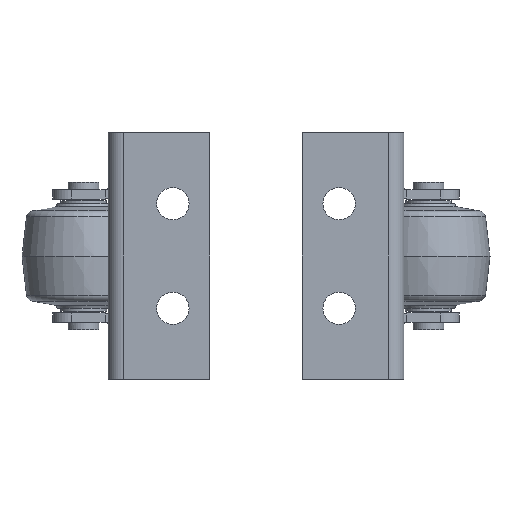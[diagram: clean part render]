
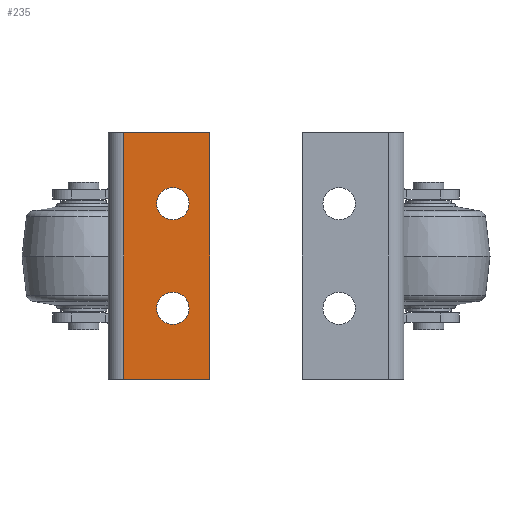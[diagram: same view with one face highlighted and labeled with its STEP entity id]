
A CAD part, front view. The second image highlights one B-rep face of the part: STEP entity #235.
In plain terms, the highlighted planar face has unit normal (0, -1, 0).
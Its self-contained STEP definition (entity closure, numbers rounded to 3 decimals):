
#235=ADVANCED_FACE('',(#1751,#1753,#1755),#1757,.F.);
#1751=FACE_BOUND('',#1752,.T.);
#1752=EDGE_LOOP('',(#4201,#4202,#4203,#4204));
#1753=FACE_BOUND('',#1754,.T.);
#1754=EDGE_LOOP('',(#4205));
#1755=FACE_BOUND('',#1756,.T.);
#1756=EDGE_LOOP('',(#4206));
#1757=PLANE('',#1758);
#1758=AXIS2_PLACEMENT_3D('',#1759,#1760,#1761);
#1759=CARTESIAN_POINT('',(0.,0.,0.));
#1760=DIRECTION('',(-0.,1.,0.));
#1761=DIRECTION('',(1.,0.,0.));
#4201=ORIENTED_EDGE('',*,*,#5712,.T.);
#4202=ORIENTED_EDGE('',*,*,#5940,.F.);
#4203=ORIENTED_EDGE('',*,*,#5941,.F.);
#4204=ORIENTED_EDGE('',*,*,#5942,.F.);
#4205=ORIENTED_EDGE('',*,*,#5943,.T.);
#4206=ORIENTED_EDGE('',*,*,#5944,.T.);
#5712=EDGE_CURVE('',#6935,#6933,#6936,.T.);
#5940=EDGE_CURVE('',#7274,#6933,#7275,.T.);
#5941=EDGE_CURVE('',#7276,#7274,#7277,.T.);
#5942=EDGE_CURVE('',#6935,#7276,#7278,.T.);
#5943=EDGE_CURVE('',#7279,#7279,#7280,.T.);
#5944=EDGE_CURVE('',#7281,#7281,#7282,.T.);
#6933=VERTEX_POINT('',#9195);
#6935=VERTEX_POINT('',#9200);
#6936=LINE('',#9201,#9202);
#7274=VERTEX_POINT('',#10052);
#7275=LINE('',#10053,#10054);
#7276=VERTEX_POINT('',#10056);
#7277=LINE('',#10057,#10058);
#7278=LINE('',#10060,#10061);
#7279=VERTEX_POINT('',#10063);
#7280=CIRCLE('',#10064,5.25);
#7281=VERTEX_POINT('',#10068);
#7282=CIRCLE('',#10069,5.25);
#9195=CARTESIAN_POINT('',(-28.,0.,-80.));
#9200=CARTESIAN_POINT('',(-28.,0.,0.));
#9201=CARTESIAN_POINT('',(-28.,0.,0.));
#9202=VECTOR('',#9203,1.);
#9203=DIRECTION('',(0.,0.,-1.));
#10052=CARTESIAN_POINT('',(0.,0.,-80.));
#10053=CARTESIAN_POINT('',(0.,0.,-80.));
#10054=VECTOR('',#10055,1.);
#10055=DIRECTION('',(-1.,0.,0.));
#10056=CARTESIAN_POINT('',(0.,0.,0.));
#10057=CARTESIAN_POINT('',(0.,0.,0.));
#10058=VECTOR('',#10059,1.);
#10059=DIRECTION('',(0.,0.,-1.));
#10060=CARTESIAN_POINT('',(-28.,0.,0.));
#10061=VECTOR('',#10062,1.);
#10062=DIRECTION('',(1.,0.,0.));
#10063=CARTESIAN_POINT('',(-6.75,0.,-57.));
#10064=AXIS2_PLACEMENT_3D('',#10065,#10066,#10067);
#10065=CARTESIAN_POINT('',(-12.,0.,-57.));
#10066=DIRECTION('',(-0.,1.,0.));
#10067=DIRECTION('',(1.,0.,0.));
#10068=CARTESIAN_POINT('',(-6.75,0.,-23.));
#10069=AXIS2_PLACEMENT_3D('',#10070,#10071,#10072);
#10070=CARTESIAN_POINT('',(-12.,0.,-23.));
#10071=DIRECTION('',(-0.,1.,0.));
#10072=DIRECTION('',(1.,0.,0.));
